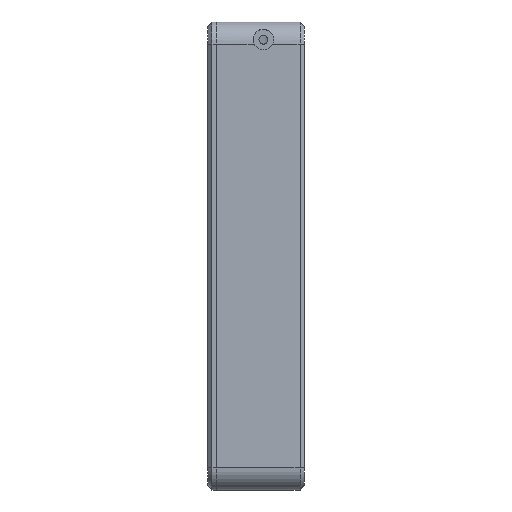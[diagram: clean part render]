
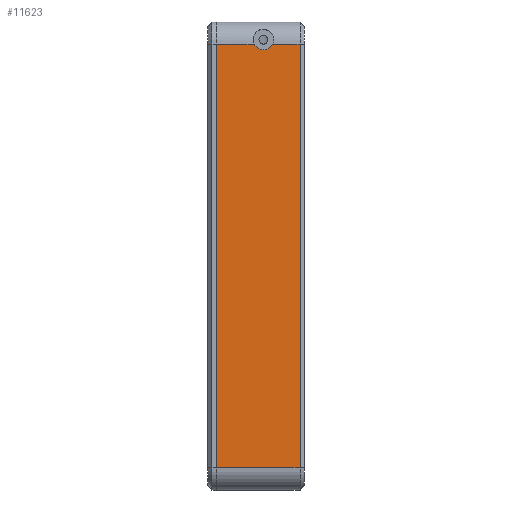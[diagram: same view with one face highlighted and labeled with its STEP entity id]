
A CAD part, left-side view. The second image highlights one B-rep face of the part: STEP entity #11623.
In plain terms, the highlighted planar face has unit normal (-1, 0, 0).
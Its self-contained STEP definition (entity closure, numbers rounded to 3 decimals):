
#401 = VERTEX_POINT ( 'NONE', #10759 ) ;
#539 = DIRECTION ( 'NONE',  ( 0., 0., 1. ) ) ;
#625 = DIRECTION ( 'NONE',  ( 0., 1., 0. ) ) ;
#922 = EDGE_CURVE ( 'NONE', #9914, #2532, #6533, .T. ) ;
#940 = CARTESIAN_POINT ( 'NONE',  ( -21.75, 9.899, 48. ) ) ;
#993 = CARTESIAN_POINT ( 'NONE',  ( -21.75, 18.45, -48. ) ) ;
#1118 = DIRECTION ( 'NONE',  ( 0., 1., 0. ) ) ;
#1460 = VECTOR ( 'NONE', #1118, 1000. ) ;
#1508 = CARTESIAN_POINT ( 'NONE',  ( -21.75, 18.45, -48. ) ) ;
#2023 = AXIS2_PLACEMENT_3D ( 'NONE', #6164, #7569, #11236 ) ;
#2225 = CARTESIAN_POINT ( 'NONE',  ( -21.75, -0.5, 48. ) ) ;
#2334 = LINE ( 'NONE', #1508, #10992 ) ;
#2385 = DIRECTION ( 'NONE',  ( 0., 0., 1. ) ) ;
#2492 = EDGE_LOOP ( 'NONE', ( #8627, #11787, #3076, #11324, #8914, #6061, #9736 ) ) ;
#2532 = VERTEX_POINT ( 'NONE', #5216 ) ;
#2548 = CARTESIAN_POINT ( 'NONE',  ( -21.75, -1.5, 48. ) ) ;
#3076 = ORIENTED_EDGE ( 'NONE', *, *, #10300, .F. ) ;
#3163 = CIRCLE ( 'NONE', #2023, 2.325 ) ;
#3171 = EDGE_CURVE ( 'NONE', #9914, #401, #3163, .T. ) ;
#3280 = DIRECTION ( 'NONE',  ( -1., 0., 0. ) ) ;
#3415 = LINE ( 'NONE', #10811, #7926 ) ;
#3500 = LINE ( 'NONE', #2548, #4673 ) ;
#3688 = CARTESIAN_POINT ( 'NONE',  ( -21.75, -0.5, 48. ) ) ;
#4024 = DIRECTION ( 'NONE',  ( 0., 0., 1. ) ) ;
#4317 = VECTOR ( 'NONE', #539, 1000. ) ;
#4636 = VERTEX_POINT ( 'NONE', #4987 ) ;
#4673 = VECTOR ( 'NONE', #625, 1000. ) ;
#4987 = CARTESIAN_POINT ( 'NONE',  ( -21.75, -0.5, -48. ) ) ;
#5079 = CARTESIAN_POINT ( 'NONE',  ( -21.75, -1.5, -48. ) ) ;
#5193 = FACE_OUTER_BOUND ( 'NONE', #2492, .T. ) ;
#5216 = CARTESIAN_POINT ( 'NONE',  ( -21.75, 18.45, 48. ) ) ;
#5450 = CARTESIAN_POINT ( 'NONE',  ( -21.75, 5.701, 48. ) ) ;
#6061 = ORIENTED_EDGE ( 'NONE', *, *, #7763, .T. ) ;
#6164 = CARTESIAN_POINT ( 'NONE',  ( -21.75, 7.8, 49. ) ) ;
#6422 = CARTESIAN_POINT ( 'NONE',  ( -21.75, -1.5, 48. ) ) ;
#6533 = LINE ( 'NONE', #6422, #1460 ) ;
#7225 = EDGE_CURVE ( 'NONE', #401, #10139, #7715, .T. ) ;
#7321 = AXIS2_PLACEMENT_3D ( 'NONE', #10393, #3280, #2385 ) ;
#7569 = DIRECTION ( 'NONE',  ( -1., 0., 0. ) ) ;
#7715 = CIRCLE ( 'NONE', #7321, 2.325 ) ;
#7763 = EDGE_CURVE ( 'NONE', #11099, #10139, #3500, .T. ) ;
#7926 = VECTOR ( 'NONE', #9794, 1000. ) ;
#8480 = EDGE_CURVE ( 'NONE', #4636, #11087, #3415, .T. ) ;
#8627 = ORIENTED_EDGE ( 'NONE', *, *, #3171, .F. ) ;
#8739 = DIRECTION ( 'NONE',  ( 0., 0., 1. ) ) ;
#8914 = ORIENTED_EDGE ( 'NONE', *, *, #10290, .T. ) ;
#9571 = DIRECTION ( 'NONE',  ( -1., 0., 0. ) ) ;
#9736 = ORIENTED_EDGE ( 'NONE', *, *, #7225, .F. ) ;
#9748 = PLANE ( 'NONE',  #11811 ) ;
#9794 = DIRECTION ( 'NONE',  ( 0., 1., 0. ) ) ;
#9914 = VERTEX_POINT ( 'NONE', #940 ) ;
#10139 = VERTEX_POINT ( 'NONE', #5450 ) ;
#10290 = EDGE_CURVE ( 'NONE', #4636, #11099, #10470, .T. ) ;
#10300 = EDGE_CURVE ( 'NONE', #11087, #2532, #2334, .T. ) ;
#10393 = CARTESIAN_POINT ( 'NONE',  ( -21.75, 7.8, 49. ) ) ;
#10470 = LINE ( 'NONE', #2225, #4317 ) ;
#10759 = CARTESIAN_POINT ( 'NONE',  ( -21.75, 7.8, 46.675 ) ) ;
#10811 = CARTESIAN_POINT ( 'NONE',  ( -21.75, -1.5, -48. ) ) ;
#10992 = VECTOR ( 'NONE', #4024, 1000. ) ;
#11087 = VERTEX_POINT ( 'NONE', #993 ) ;
#11099 = VERTEX_POINT ( 'NONE', #3688 ) ;
#11236 = DIRECTION ( 'NONE',  ( 0., 0., 1. ) ) ;
#11324 = ORIENTED_EDGE ( 'NONE', *, *, #8480, .F. ) ;
#11623 = ADVANCED_FACE ( 'NONE', ( #5193 ), #9748, .T. ) ;
#11787 = ORIENTED_EDGE ( 'NONE', *, *, #922, .T. ) ;
#11811 = AXIS2_PLACEMENT_3D ( 'NONE', #5079, #9571, #8739 ) ;
